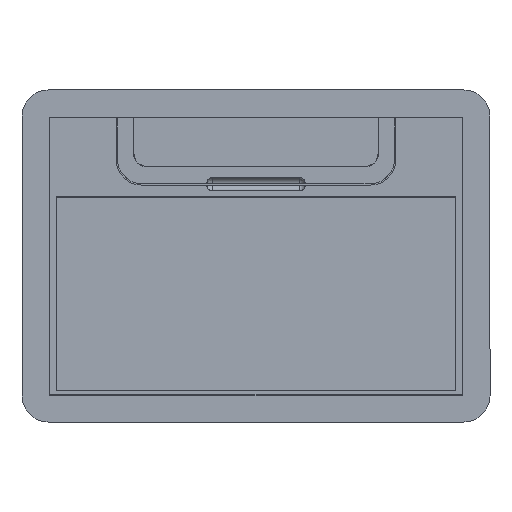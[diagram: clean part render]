
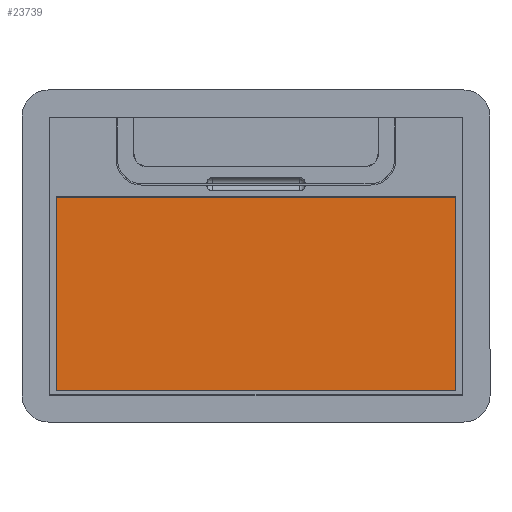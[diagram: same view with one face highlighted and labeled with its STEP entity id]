
A CAD part, top view. The second image highlights one B-rep face of the part: STEP entity #23739.
In plain terms, the highlighted planar face has unit normal (0, 0, 1).
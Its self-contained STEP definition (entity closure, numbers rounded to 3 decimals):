
#22706=CARTESIAN_POINT('Vertex',(-81.474,122.,5.1)) ;
#22709=CARTESIAN_POINT('Line Origine',(-22.77,122.,5.1)) ;
#22713=CARTESIAN_POINT('Vertex',(35.933,122.,5.1)) ;
#22769=CARTESIAN_POINT('Vertex',(35.933,-122.,5.1)) ;
#22772=CARTESIAN_POINT('Line Origine',(-22.77,-122.,5.1)) ;
#22776=CARTESIAN_POINT('Vertex',(-81.474,-122.,5.1)) ;
#22797=CARTESIAN_POINT('Line Origine',(-81.474,0.,5.1)) ;
#23723=CARTESIAN_POINT('Axis2P3D Location',(73.933,0.,5.1)) ;
#23728=CARTESIAN_POINT('Line Origine',(35.933,0.,5.1)) ;
#22710=DIRECTION('Vector Direction',(-1.,0.,0.)) ;
#22773=DIRECTION('Vector Direction',(-1.,0.,0.)) ;
#22798=DIRECTION('Vector Direction',(0.,-1.,0.)) ;
#23724=DIRECTION('Axis2P3D Direction',(0.,0.,1.)) ;
#23725=DIRECTION('Axis2P3D XDirection',(-1.,0.,0.)) ;
#23729=DIRECTION('Vector Direction',(0.,-1.,0.)) ;
#23726=AXIS2_PLACEMENT_3D('Plane Axis2P3D',#23723,#23724,#23725) ;
#23734=ORIENTED_EDGE('',*,*,#22778,.F.) ;
#23735=ORIENTED_EDGE('',*,*,#23732,.F.) ;
#23736=ORIENTED_EDGE('',*,*,#22715,.T.) ;
#23737=ORIENTED_EDGE('',*,*,#22801,.T.) ;
#22711=VECTOR('Line Direction',#22710,1.) ;
#22774=VECTOR('Line Direction',#22773,1.) ;
#22799=VECTOR('Line Direction',#22798,1.) ;
#23730=VECTOR('Line Direction',#23729,1.) ;
#23739=ADVANCED_FACE('Corps de pi\X2\00E8\X0\ce.3',(#23738),#23727,.T.) ;
#22715=EDGE_CURVE('',#22714,#22707,#22712,.T.) ;
#22778=EDGE_CURVE('',#22770,#22777,#22775,.T.) ;
#22801=EDGE_CURVE('',#22707,#22777,#22800,.T.) ;
#23732=EDGE_CURVE('',#22714,#22770,#23731,.T.) ;
#23733=EDGE_LOOP('',(#23734,#23735,#23736,#23737)) ;
#23738=FACE_OUTER_BOUND('',#23733,.T.) ;
#22712=LINE('Line',#22709,#22711) ;
#22775=LINE('Line',#22772,#22774) ;
#22800=LINE('Line',#22797,#22799) ;
#23731=LINE('Line',#23728,#23730) ;
#23727=PLANE('',#23726) ;
#22707=VERTEX_POINT('',#22706) ;
#22714=VERTEX_POINT('',#22713) ;
#22770=VERTEX_POINT('',#22769) ;
#22777=VERTEX_POINT('',#22776) ;
